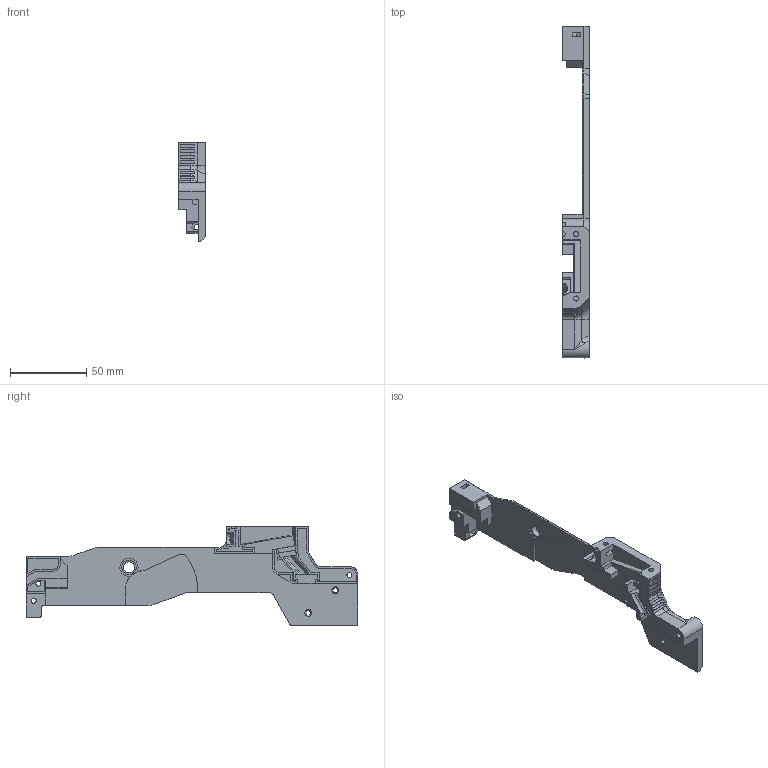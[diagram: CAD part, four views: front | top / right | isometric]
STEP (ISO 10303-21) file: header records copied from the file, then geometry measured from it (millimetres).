
FILE_DESCRIPTION(/* description */ (''),/* implementation_level */ '2;1');
FILE_NAME(/* name */ '12_Receiver_Right_Flat.step',/* time_stamp */ '2023-09-21T14:58:01+01:00',/* author */ (''),/* organization */ (''),/* preprocessor_version */ 'ST-DEVELOPER v20',/* originating_system */ 'Autodesk Translation Framework v12.9.0.99',/* authorisation */ '');
FILE_SCHEMA (('AUTOMOTIVE_DESIGN { 1 0 10303 214 3 1 1 }'));
Length unit declared in the file: millimetre
Products named in the file (1): 12. Receiver Right Flat
Bounding box: 17.5 x 218.24 x 64.94 mm (x, y, z)
Volume: 57719 mm3; surface area: 25978.8 mm2
Topology: 1 solids, 1 shells, 324 faces, 889 edges, 583 vertices
Faces by surface type: plane 251, cylinder 42, bspline 18, cone 13
Full cylindrical faces by diameter (mm): 3.3 x12, 3.5 x1, 5.5 x1, 7.2 x1, 9.6 x1
Entity records: 10750 total; most frequent: CARTESIAN_POINT 2478, ORIENTED_EDGE 1776, DIRECTION 1580, EDGE_CURVE 888, LINE 708, VECTOR 708, VERTEX_POINT 583, AXIS2_PLACEMENT_3D 436
